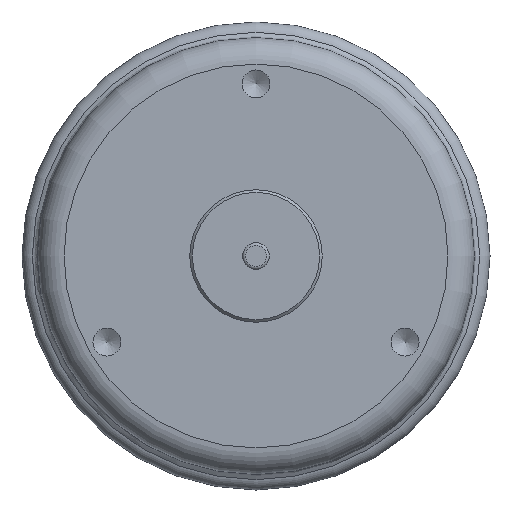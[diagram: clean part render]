
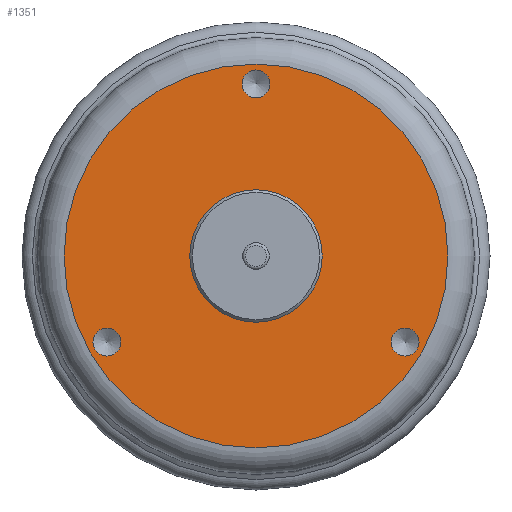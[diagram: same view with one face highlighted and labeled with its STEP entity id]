
A CAD part, front view. The second image highlights one B-rep face of the part: STEP entity #1351.
In plain terms, the highlighted planar face has unit normal (0, -1, 0).
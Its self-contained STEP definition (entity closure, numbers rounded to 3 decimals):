
#955=CARTESIAN_POINT('',(-11.787,0.0,-5.585));
#956=VERTEX_POINT('',#955);
#957=CARTESIAN_POINT('',(-11.258,0.0,-6.5));
#958=DIRECTION('',(0.0,1.0,0.0));
#959=DIRECTION('',(-0.5,0.0,0.866));
#960=AXIS2_PLACEMENT_3D('',#957,#958,#959);
#961=CIRCLE('',#960,1.057);
#962=EDGE_CURVE('',#956,#956,#961,.T.);
#1034=CARTESIAN_POINT('',(10.73,0.0,-7.415));
#1035=VERTEX_POINT('',#1034);
#1036=CARTESIAN_POINT('',(11.258,0.0,-6.5));
#1037=DIRECTION('',(0.0,1.,0.0));
#1038=DIRECTION('',(-0.5,0.0,-0.866));
#1039=AXIS2_PLACEMENT_3D('',#1036,#1037,#1038);
#1040=CIRCLE('',#1039,1.057);
#1041=EDGE_CURVE('',#1035,#1035,#1040,.T.);
#1113=CARTESIAN_POINT('',(1.057,0.0,13.0));
#1114=VERTEX_POINT('',#1113);
#1115=CARTESIAN_POINT('',(0.0,0.0,13.0));
#1116=DIRECTION('',(0.0,1.0,0.0));
#1117=DIRECTION('',(1.0,0.0,0.0));
#1118=AXIS2_PLACEMENT_3D('',#1115,#1116,#1117);
#1119=CIRCLE('',#1118,1.057);
#1120=EDGE_CURVE('',#1114,#1114,#1119,.T.);
#1311=CARTESIAN_POINT('',(14.5,0.0,0.));
#1312=VERTEX_POINT('',#1311);
#1313=CARTESIAN_POINT('',(0.0,0.0,0.0));
#1314=DIRECTION('',(0.0,1.0,0.0));
#1315=DIRECTION('',(-1.0,0.0,0.0));
#1316=AXIS2_PLACEMENT_3D('',#1313,#1314,#1315);
#1317=CIRCLE('',#1316,14.5);
#1318=EDGE_CURVE('',#1312,#1312,#1317,.T.);
#1323=CARTESIAN_POINT('',(0.0,0.0,0.0));
#1324=DIRECTION('',(0.0,-1.0,0.0));
#1325=DIRECTION('',(0.0,0.0,-1.0));
#1326=AXIS2_PLACEMENT_3D('',#1323,#1324,#1325);
#1327=PLANE('',#1326);
#1328=ORIENTED_EDGE('',*,*,#1318,.F.);
#1329=EDGE_LOOP('',(#1328));
#1330=FACE_OUTER_BOUND('',#1329,.T.);
#1331=ORIENTED_EDGE('',*,*,#962,.T.);
#1332=EDGE_LOOP('',(#1331));
#1333=FACE_BOUND('',#1332,.T.);
#1334=ORIENTED_EDGE('',*,*,#1041,.T.);
#1335=EDGE_LOOP('',(#1334));
#1336=FACE_BOUND('',#1335,.T.);
#1337=ORIENTED_EDGE('',*,*,#1120,.T.);
#1338=EDGE_LOOP('',(#1337));
#1339=FACE_BOUND('',#1338,.T.);
#1340=CARTESIAN_POINT('',(5.0,0.0,0.));
#1341=VERTEX_POINT('',#1340);
#1342=CARTESIAN_POINT('',(0.0,0.0,0.0));
#1343=DIRECTION('',(0.0,1.0,0.0));
#1344=DIRECTION('',(-1.0,0.0,0.0));
#1345=AXIS2_PLACEMENT_3D('',#1342,#1343,#1344);
#1346=CIRCLE('',#1345,5.0);
#1347=EDGE_CURVE('',#1341,#1341,#1346,.T.);
#1348=ORIENTED_EDGE('',*,*,#1347,.T.);
#1349=EDGE_LOOP('',(#1348));
#1350=FACE_BOUND('',#1349,.T.);
#1351=ADVANCED_FACE('',(#1330,#1333,#1336,#1339,#1350),#1327,.T.);
